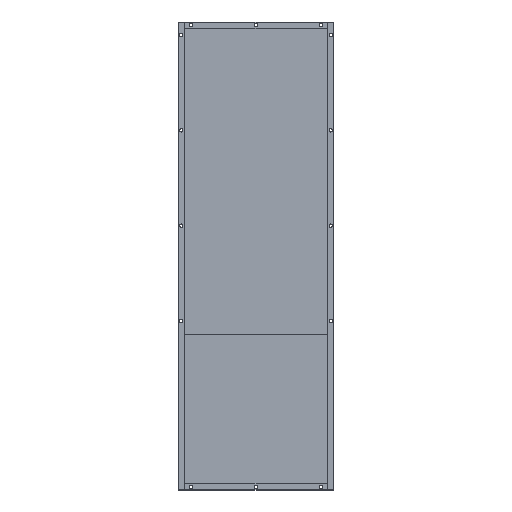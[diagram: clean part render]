
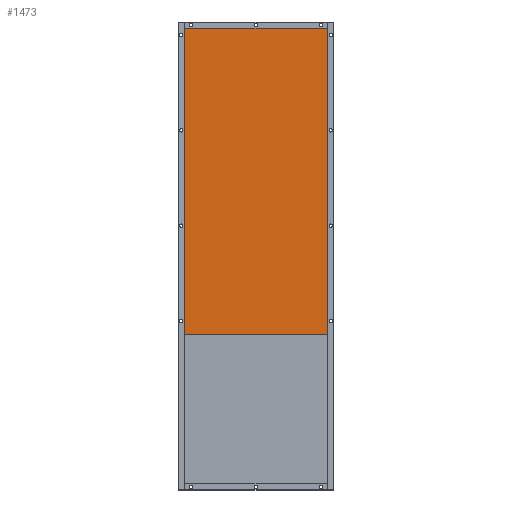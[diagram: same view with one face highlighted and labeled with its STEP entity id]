
A CAD part, top view. The second image highlights one B-rep face of the part: STEP entity #1473.
In plain terms, the highlighted planar face has unit normal (0, 0, 1).
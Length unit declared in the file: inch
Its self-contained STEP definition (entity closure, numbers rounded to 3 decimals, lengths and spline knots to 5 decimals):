
#92=FACE_BOUND('',#356,.T.);
#93=FACE_BOUND('',#357,.T.);
#94=FACE_BOUND('',#358,.T.);
#95=FACE_BOUND('',#359,.T.);
#96=FACE_BOUND('',#360,.T.);
#97=FACE_BOUND('',#361,.T.);
#98=FACE_BOUND('',#362,.T.);
#99=FACE_BOUND('',#363,.T.);
#100=FACE_BOUND('',#364,.T.);
#101=FACE_BOUND('',#365,.T.);
#102=FACE_BOUND('',#366,.T.);
#138=PLANE('',#1645);
#213=FACE_OUTER_BOUND('',#355,.T.);
#355=EDGE_LOOP('',(#1345,#1346,#1347,#1348));
#356=EDGE_LOOP('',(#1349));
#357=EDGE_LOOP('',(#1350));
#358=EDGE_LOOP('',(#1351));
#359=EDGE_LOOP('',(#1352));
#360=EDGE_LOOP('',(#1353));
#361=EDGE_LOOP('',(#1354));
#362=EDGE_LOOP('',(#1355));
#363=EDGE_LOOP('',(#1356));
#364=EDGE_LOOP('',(#1357));
#365=EDGE_LOOP('',(#1358));
#366=EDGE_LOOP('',(#1359));
#466=LINE('',#2433,#577);
#470=LINE('',#2441,#581);
#473=LINE('',#2447,#584);
#476=LINE('',#2452,#587);
#577=VECTOR('',#2043,0.3937);
#581=VECTOR('',#2049,0.3937);
#584=VECTOR('',#2054,0.3937);
#587=VECTOR('',#2059,0.3937);
#645=CIRCLE('',#1608,0.2578);
#647=CIRCLE('',#1611,0.2578);
#649=CIRCLE('',#1614,0.2578);
#651=CIRCLE('',#1617,0.2578);
#653=CIRCLE('',#1620,0.2578);
#655=CIRCLE('',#1623,0.2578);
#657=CIRCLE('',#1626,0.2578);
#659=CIRCLE('',#1629,0.2578);
#661=CIRCLE('',#1632,0.2578);
#663=CIRCLE('',#1635,0.2578);
#665=CIRCLE('',#1638,0.2578);
#763=VERTEX_POINT('',#2365);
#765=VERTEX_POINT('',#2371);
#767=VERTEX_POINT('',#2377);
#769=VERTEX_POINT('',#2383);
#771=VERTEX_POINT('',#2389);
#773=VERTEX_POINT('',#2395);
#775=VERTEX_POINT('',#2401);
#777=VERTEX_POINT('',#2407);
#779=VERTEX_POINT('',#2413);
#781=VERTEX_POINT('',#2419);
#783=VERTEX_POINT('',#2425);
#785=VERTEX_POINT('',#2431);
#786=VERTEX_POINT('',#2432);
#789=VERTEX_POINT('',#2440);
#791=VERTEX_POINT('',#2446);
#937=EDGE_CURVE('',#763,#763,#645,.T.);
#940=EDGE_CURVE('',#765,#765,#647,.T.);
#943=EDGE_CURVE('',#767,#767,#649,.T.);
#946=EDGE_CURVE('',#769,#769,#651,.T.);
#949=EDGE_CURVE('',#771,#771,#653,.T.);
#952=EDGE_CURVE('',#773,#773,#655,.T.);
#955=EDGE_CURVE('',#775,#775,#657,.T.);
#958=EDGE_CURVE('',#777,#777,#659,.T.);
#961=EDGE_CURVE('',#779,#779,#661,.T.);
#964=EDGE_CURVE('',#781,#781,#663,.T.);
#967=EDGE_CURVE('',#783,#783,#665,.T.);
#970=EDGE_CURVE('',#785,#786,#466,.T.);
#974=EDGE_CURVE('',#786,#789,#470,.T.);
#977=EDGE_CURVE('',#789,#791,#473,.T.);
#980=EDGE_CURVE('',#791,#785,#476,.T.);
#1345=ORIENTED_EDGE('',*,*,#980,.T.);
#1346=ORIENTED_EDGE('',*,*,#970,.T.);
#1347=ORIENTED_EDGE('',*,*,#974,.T.);
#1348=ORIENTED_EDGE('',*,*,#977,.T.);
#1349=ORIENTED_EDGE('',*,*,#937,.T.);
#1350=ORIENTED_EDGE('',*,*,#940,.T.);
#1351=ORIENTED_EDGE('',*,*,#943,.T.);
#1352=ORIENTED_EDGE('',*,*,#946,.T.);
#1353=ORIENTED_EDGE('',*,*,#949,.T.);
#1354=ORIENTED_EDGE('',*,*,#952,.T.);
#1355=ORIENTED_EDGE('',*,*,#955,.T.);
#1356=ORIENTED_EDGE('',*,*,#958,.T.);
#1357=ORIENTED_EDGE('',*,*,#961,.T.);
#1358=ORIENTED_EDGE('',*,*,#964,.T.);
#1359=ORIENTED_EDGE('',*,*,#967,.T.);
#1473=ADVANCED_FACE('',(#213,#92,#93,#94,#95,#96,#97,#98,#99,#100,#101,
#102),#138,.F.);
#1608=AXIS2_PLACEMENT_3D('',#2366,#1966,#1967);
#1611=AXIS2_PLACEMENT_3D('',#2372,#1973,#1974);
#1614=AXIS2_PLACEMENT_3D('',#2378,#1980,#1981);
#1617=AXIS2_PLACEMENT_3D('',#2384,#1987,#1988);
#1620=AXIS2_PLACEMENT_3D('',#2390,#1994,#1995);
#1623=AXIS2_PLACEMENT_3D('',#2396,#2001,#2002);
#1626=AXIS2_PLACEMENT_3D('',#2402,#2008,#2009);
#1629=AXIS2_PLACEMENT_3D('',#2408,#2015,#2016);
#1632=AXIS2_PLACEMENT_3D('',#2414,#2022,#2023);
#1635=AXIS2_PLACEMENT_3D('',#2420,#2029,#2030);
#1638=AXIS2_PLACEMENT_3D('',#2426,#2036,#2037);
#1645=AXIS2_PLACEMENT_3D('',#2455,#2063,#2064);
#1966=DIRECTION('center_axis',(0.,0.,-1.));
#1967=DIRECTION('ref_axis',(1.,0.,0.));
#1973=DIRECTION('center_axis',(0.,0.,-1.));
#1974=DIRECTION('ref_axis',(1.,0.,0.));
#1980=DIRECTION('center_axis',(0.,0.,-1.));
#1981=DIRECTION('ref_axis',(1.,0.,0.));
#1987=DIRECTION('center_axis',(0.,0.,-1.));
#1988=DIRECTION('ref_axis',(1.,0.,0.));
#1994=DIRECTION('center_axis',(0.,0.,-1.));
#1995=DIRECTION('ref_axis',(1.,0.,0.));
#2001=DIRECTION('center_axis',(0.,0.,-1.));
#2002=DIRECTION('ref_axis',(1.,0.,0.));
#2008=DIRECTION('center_axis',(0.,0.,-1.));
#2009=DIRECTION('ref_axis',(1.,0.,0.));
#2015=DIRECTION('center_axis',(0.,0.,-1.));
#2016=DIRECTION('ref_axis',(1.,0.,0.));
#2022=DIRECTION('center_axis',(0.,0.,-1.));
#2023=DIRECTION('ref_axis',(1.,0.,0.));
#2029=DIRECTION('center_axis',(0.,0.,-1.));
#2030=DIRECTION('ref_axis',(1.,0.,0.));
#2036=DIRECTION('center_axis',(0.,0.,-1.));
#2037=DIRECTION('ref_axis',(1.,0.,0.));
#2043=DIRECTION('',(1.,0.,0.));
#2049=DIRECTION('',(0.,1.,0.));
#2054=DIRECTION('',(-1.,0.,0.));
#2059=DIRECTION('',(0.,-1.,0.));
#2063=DIRECTION('center_axis',(0.,0.,-1.));
#2064=DIRECTION('ref_axis',(-1.,0.,0.));
#2365=CARTESIAN_POINT('',(-10.2578,35.5,-0.5));
#2366=CARTESIAN_POINT('Origin',(-10.,35.5,-0.5));
#2371=CARTESIAN_POINT('',(-0.2578,35.5,-0.5));
#2372=CARTESIAN_POINT('Origin',(0.,35.5,-0.5));
#2377=CARTESIAN_POINT('',(9.7422,35.5,-0.5));
#2378=CARTESIAN_POINT('Origin',(10.,35.5,-0.5));
#2383=CARTESIAN_POINT('',(-11.7578,4.66667,-0.5));
#2384=CARTESIAN_POINT('Origin',(-11.5,4.66667,-0.5));
#2389=CARTESIAN_POINT('',(11.2422,19.33333,-0.5));
#2390=CARTESIAN_POINT('Origin',(11.5,19.33333,-0.5));
#2395=CARTESIAN_POINT('',(11.2422,4.66667,-0.5));
#2396=CARTESIAN_POINT('Origin',(11.5,4.66667,-0.5));
#2401=CARTESIAN_POINT('',(-11.7578,19.33333,-0.5));
#2402=CARTESIAN_POINT('Origin',(-11.5,19.33333,-0.5));
#2407=CARTESIAN_POINT('',(-11.7578,-10.,-0.5));
#2408=CARTESIAN_POINT('Origin',(-11.5,-10.,-0.5));
#2413=CARTESIAN_POINT('',(11.2422,34.,-0.5));
#2414=CARTESIAN_POINT('Origin',(11.5,34.,-0.5));
#2419=CARTESIAN_POINT('',(11.2422,-10.,-0.5));
#2420=CARTESIAN_POINT('Origin',(11.5,-10.,-0.5));
#2425=CARTESIAN_POINT('',(-11.7578,34.,-0.5));
#2426=CARTESIAN_POINT('Origin',(-11.5,34.,-0.5));
#2431=CARTESIAN_POINT('',(-12.,-12.,-0.5));
#2432=CARTESIAN_POINT('',(12.,-12.,-0.5));
#2433=CARTESIAN_POINT('',(-12.,-12.,-0.5));
#2440=CARTESIAN_POINT('',(12.,36.,-0.5));
#2441=CARTESIAN_POINT('',(12.,-12.,-0.5));
#2446=CARTESIAN_POINT('',(-12.,36.,-0.5));
#2447=CARTESIAN_POINT('',(12.,36.,-0.5));
#2452=CARTESIAN_POINT('',(-12.,36.,-0.5));
#2455=CARTESIAN_POINT('Origin',(0.,12.,-0.5));
